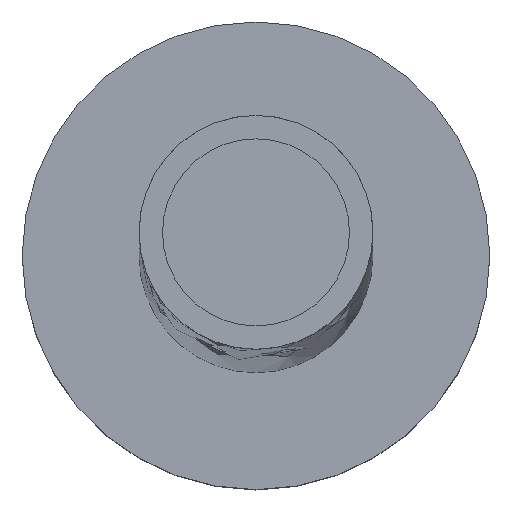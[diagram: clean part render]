
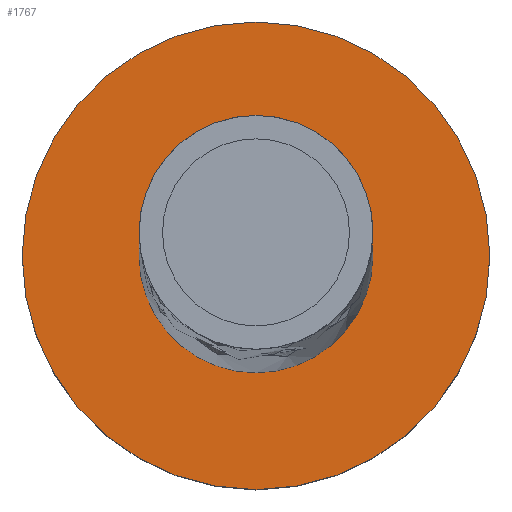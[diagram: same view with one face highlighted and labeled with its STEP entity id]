
A CAD part, top view. The second image highlights one B-rep face of the part: STEP entity #1767.
In plain terms, the highlighted planar face has unit normal (0, 0, 1).
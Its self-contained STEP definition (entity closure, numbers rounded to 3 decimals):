
#23 = VERTEX_POINT ( 'NONE', #934 ) ;
#51 = VERTEX_POINT ( 'NONE', #382 ) ;
#57 = EDGE_CURVE ( 'NONE', #1315, #51, #763, .T. ) ;
#66 = CIRCLE ( 'NONE', #1369, 3. ) ;
#207 = ORIENTED_EDGE ( 'NONE', *, *, #1546, .T. ) ;
#215 = CARTESIAN_POINT ( 'NONE',  ( -6., 0., 5. ) ) ;
#224 = CARTESIAN_POINT ( 'NONE',  ( 0., 0., 5. ) ) ;
#382 = CARTESIAN_POINT ( 'NONE',  ( -3., 0., 5. ) ) ;
#420 = CARTESIAN_POINT ( 'NONE',  ( 0., 0., 5. ) ) ;
#436 = DIRECTION ( 'NONE',  ( 0., 0., 1. ) ) ;
#454 = AXIS2_PLACEMENT_3D ( 'NONE', #420, #436, #1298 ) ;
#456 = DIRECTION ( 'NONE',  ( 1., 0., 0. ) ) ;
#468 = ORIENTED_EDGE ( 'NONE', *, *, #1055, .T. ) ;
#486 = DIRECTION ( 'NONE',  ( 0., 0., 1. ) ) ;
#502 = CARTESIAN_POINT ( 'NONE',  ( 3., 0., 5. ) ) ;
#527 = PLANE ( 'NONE',  #1371 ) ;
#616 = ORIENTED_EDGE ( 'NONE', *, *, #57, .F. ) ;
#621 = EDGE_LOOP ( 'NONE', ( #834, #616 ) ) ;
#723 = DIRECTION ( 'NONE',  ( 1., 0., 0. ) ) ;
#763 = CIRCLE ( 'NONE', #1808, 3. ) ;
#834 = ORIENTED_EDGE ( 'NONE', *, *, #1126, .F. ) ;
#844 = FACE_BOUND ( 'NONE', #621, .T. ) ;
#853 = CIRCLE ( 'NONE', #1867, 6. ) ;
#934 = CARTESIAN_POINT ( 'NONE',  ( 6., 0., 5. ) ) ;
#954 = DIRECTION ( 'NONE',  ( 1., 0., 0. ) ) ;
#1015 = CARTESIAN_POINT ( 'NONE',  ( 0., 0., 5. ) ) ;
#1055 = EDGE_CURVE ( 'NONE', #23, #1575, #1716, .T. ) ;
#1072 = DIRECTION ( 'NONE',  ( 1., 0., 0. ) ) ;
#1090 = EDGE_LOOP ( 'NONE', ( #207, #468 ) ) ;
#1126 = EDGE_CURVE ( 'NONE', #51, #1315, #66, .T. ) ;
#1263 = DIRECTION ( 'NONE',  ( 0., 0., 1. ) ) ;
#1298 = DIRECTION ( 'NONE',  ( 1., 0., 0. ) ) ;
#1314 = DIRECTION ( 'NONE',  ( 0., 0., 1. ) ) ;
#1315 = VERTEX_POINT ( 'NONE', #502 ) ;
#1369 = AXIS2_PLACEMENT_3D ( 'NONE', #1015, #1452, #723 ) ;
#1371 = AXIS2_PLACEMENT_3D ( 'NONE', #224, #1263, #954 ) ;
#1427 = FACE_OUTER_BOUND ( 'NONE', #1090, .T. ) ;
#1452 = DIRECTION ( 'NONE',  ( 0., 0., 1. ) ) ;
#1526 = CARTESIAN_POINT ( 'NONE',  ( 0., 0., 5. ) ) ;
#1546 = EDGE_CURVE ( 'NONE', #1575, #23, #853, .T. ) ;
#1575 = VERTEX_POINT ( 'NONE', #215 ) ;
#1716 = CIRCLE ( 'NONE', #454, 6. ) ;
#1767 = ADVANCED_FACE ( 'NONE', ( #844, #1427 ), #527, .T. ) ;
#1798 = CARTESIAN_POINT ( 'NONE',  ( 0., 0., 5. ) ) ;
#1808 = AXIS2_PLACEMENT_3D ( 'NONE', #1798, #486, #1072 ) ;
#1867 = AXIS2_PLACEMENT_3D ( 'NONE', #1526, #1314, #456 ) ;
